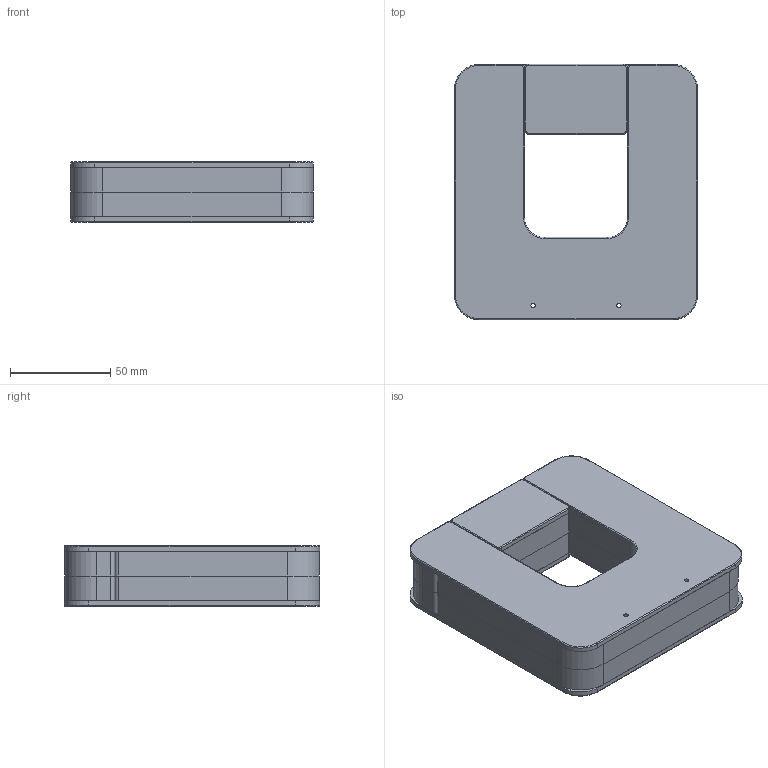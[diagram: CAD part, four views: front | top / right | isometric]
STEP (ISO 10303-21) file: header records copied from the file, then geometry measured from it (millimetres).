
FILE_DESCRIPTION (( 'STEP AP203' ), '1' );
FILE_NAME ('751D.STEP', '2017-01-18T06:34:23', ( '微软中国' ), ( '微软中国' ), 'SwSTEP 2.0', 'SolidWorks 2008', '' );
FILE_SCHEMA (( 'CONFIG_CONTROL_DESIGN' ));
Length unit declared in the file: millimetre
Products named in the file (5): 751D上壳上_默认; 751D下壳上_默认; 751D上壳X下_默认; 751D; 751D下壳下_默认
Assembly tree (4 placements, depth 2):
  751D
    751D上壳上_默认
    751D上壳X下_默认
    751D下壳上_默认
    751D下壳下_默认
Bounding box: 121 x 127.2 x 30 mm (x, y, z)
Volume: 117786.9 mm3; surface area: 105390.3 mm2
Topology: 4 solids, 4 shells, 617 faces, 1594 edges, 1012 vertices
Faces by surface type: plane 279, cylinder 258, torus 56, cone 24
Entity records: 19219 total; most frequent: DIRECTION 3422, CARTESIAN_POINT 3230, ORIENTED_EDGE 3140, EDGE_CURVE 1570, AXIS2_PLACEMENT_3D 1236, VERTEX_POINT 1012, LINE 950, VECTOR 950
